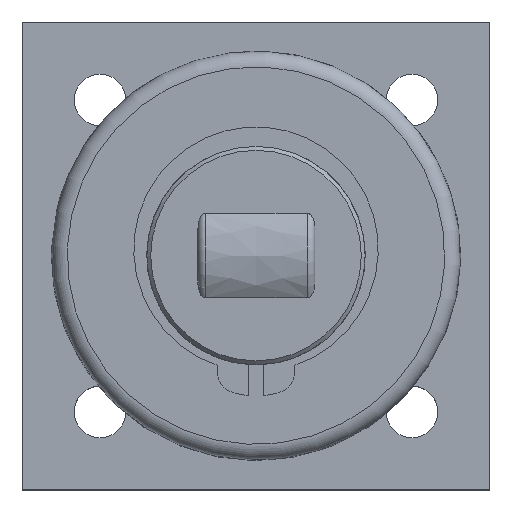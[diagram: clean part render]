
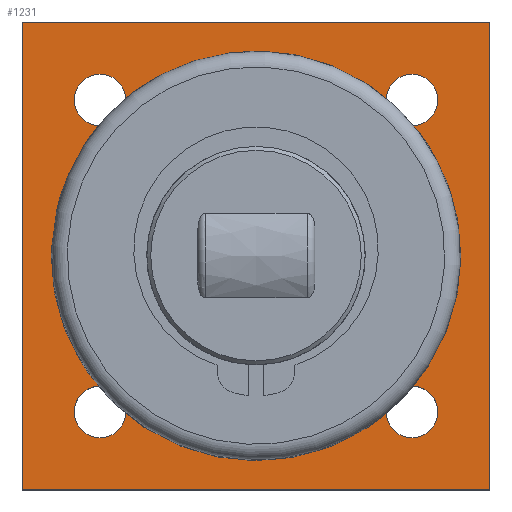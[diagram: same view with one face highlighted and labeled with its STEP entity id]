
A CAD part, top view. The second image highlights one B-rep face of the part: STEP entity #1231.
In plain terms, the highlighted planar face has unit normal (0, 0, 1).
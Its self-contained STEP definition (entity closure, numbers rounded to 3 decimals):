
#797=CARTESIAN_POINT('',(30.,49.5,10.));
#798=VERTEX_POINT('',#797);
#799=CARTESIAN_POINT('',(30.,30.0,10.0));
#800=DIRECTION('',(0.0,0.0,-1.0));
#801=DIRECTION('',(0.0,-1.0,0.0));
#802=AXIS2_PLACEMENT_3D('',#799,#800,#801);
#803=CIRCLE('',#802,19.5);
#804=EDGE_CURVE('',#798,#798,#803,.T.);
#958=CARTESIAN_POINT('',(13.323,10.0,10.0));
#959=VERTEX_POINT('',#958);
#960=CARTESIAN_POINT('',(10.,10.0,10.0));
#961=DIRECTION('',(0.0,0.0,-1.0));
#962=DIRECTION('',(1.0,0.0,0.0));
#963=AXIS2_PLACEMENT_3D('',#960,#961,#962);
#964=CIRCLE('',#963,3.324);
#965=EDGE_CURVE('',#959,#959,#964,.T.);
#986=CARTESIAN_POINT('',(53.323,10.0,10.0));
#987=VERTEX_POINT('',#986);
#988=CARTESIAN_POINT('',(50.,10.0,10.0));
#989=DIRECTION('',(0.0,0.0,-1.0));
#990=DIRECTION('',(1.0,0.0,0.0));
#991=AXIS2_PLACEMENT_3D('',#988,#989,#990);
#992=CIRCLE('',#991,3.324);
#993=EDGE_CURVE('',#987,#987,#992,.T.);
#1014=CARTESIAN_POINT('',(53.323,50.0,10.0));
#1015=VERTEX_POINT('',#1014);
#1016=CARTESIAN_POINT('',(50.,50.0,10.0));
#1017=DIRECTION('',(0.0,0.0,-1.0));
#1018=DIRECTION('',(1.0,0.0,0.0));
#1019=AXIS2_PLACEMENT_3D('',#1016,#1017,#1018);
#1020=CIRCLE('',#1019,3.324);
#1021=EDGE_CURVE('',#1015,#1015,#1020,.T.);
#1042=CARTESIAN_POINT('',(13.323,50.0,10.0));
#1043=VERTEX_POINT('',#1042);
#1044=CARTESIAN_POINT('',(10.,50.0,10.0));
#1045=DIRECTION('',(0.0,0.0,-1.0));
#1046=DIRECTION('',(1.0,0.0,0.0));
#1047=AXIS2_PLACEMENT_3D('',#1044,#1045,#1046);
#1048=CIRCLE('',#1047,3.324);
#1049=EDGE_CURVE('',#1043,#1043,#1048,.T.);
#1059=CARTESIAN_POINT('',(0.0,0.0,10.0));
#1060=VERTEX_POINT('',#1059);
#1061=CARTESIAN_POINT('',(0.,60.0,10.0));
#1062=VERTEX_POINT('',#1061);
#1063=CARTESIAN_POINT('',(0.0,0.0,10.0));
#1064=DIRECTION('',(0.0,1.0,0.0));
#1065=VECTOR('',#1064,60.0);
#1066=LINE('',#1063,#1065);
#1067=EDGE_CURVE('',#1060,#1062,#1066,.T.);
#1099=CARTESIAN_POINT('',(60.,60.0,10.0));
#1100=VERTEX_POINT('',#1099);
#1101=CARTESIAN_POINT('',(0.,60.0,10.0));
#1102=DIRECTION('',(1.0,0.0,0.0));
#1103=VECTOR('',#1102,60.);
#1104=LINE('',#1101,#1103);
#1105=EDGE_CURVE('',#1062,#1100,#1104,.T.);
#1130=CARTESIAN_POINT('',(60.0,0.0,10.0));
#1131=VERTEX_POINT('',#1130);
#1132=CARTESIAN_POINT('',(60.,60.0,10.0));
#1133=DIRECTION('',(0.0,-1.0,0.0));
#1134=VECTOR('',#1133,60.0);
#1135=LINE('',#1132,#1134);
#1136=EDGE_CURVE('',#1100,#1131,#1135,.T.);
#1161=CARTESIAN_POINT('',(60.0,0.0,10.0));
#1162=DIRECTION('',(-1.0,0.0,0.0));
#1163=VECTOR('',#1162,60.0);
#1164=LINE('',#1161,#1163);
#1165=EDGE_CURVE('',#1131,#1060,#1164,.T.);
#1205=CARTESIAN_POINT('',(30.,30.0,10.0));
#1206=DIRECTION('',(0.0,0.0,1.0));
#1207=DIRECTION('',(1.0,0.0,0.0));
#1208=AXIS2_PLACEMENT_3D('',#1205,#1206,#1207);
#1209=PLANE('',#1208);
#1210=ORIENTED_EDGE('',*,*,#1067,.F.);
#1211=ORIENTED_EDGE('',*,*,#1165,.F.);
#1212=ORIENTED_EDGE('',*,*,#1136,.F.);
#1213=ORIENTED_EDGE('',*,*,#1105,.F.);
#1214=EDGE_LOOP('',(#1210,#1211,#1212,#1213));
#1215=FACE_OUTER_BOUND('',#1214,.T.);
#1216=ORIENTED_EDGE('',*,*,#804,.T.);
#1217=EDGE_LOOP('',(#1216));
#1218=FACE_BOUND('',#1217,.T.);
#1219=ORIENTED_EDGE('',*,*,#965,.T.);
#1220=EDGE_LOOP('',(#1219));
#1221=FACE_BOUND('',#1220,.T.);
#1222=ORIENTED_EDGE('',*,*,#993,.T.);
#1223=EDGE_LOOP('',(#1222));
#1224=FACE_BOUND('',#1223,.T.);
#1225=ORIENTED_EDGE('',*,*,#1021,.T.);
#1226=EDGE_LOOP('',(#1225));
#1227=FACE_BOUND('',#1226,.T.);
#1228=ORIENTED_EDGE('',*,*,#1049,.T.);
#1229=EDGE_LOOP('',(#1228));
#1230=FACE_BOUND('',#1229,.T.);
#1231=ADVANCED_FACE('',(#1215,#1218,#1221,#1224,#1227,#1230),#1209,.T.);
